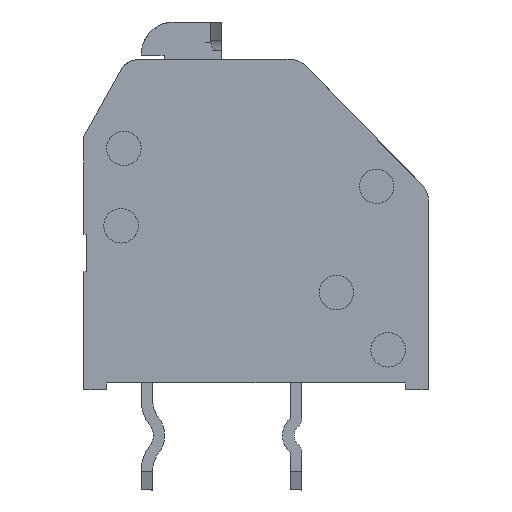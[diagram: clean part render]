
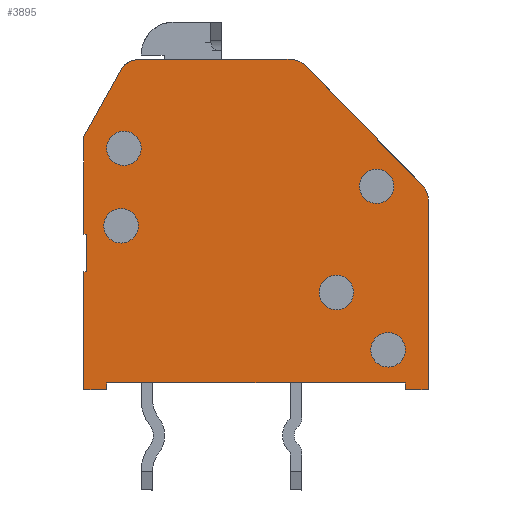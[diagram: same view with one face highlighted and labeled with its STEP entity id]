
A CAD part, left-side view. The second image highlights one B-rep face of the part: STEP entity #3895.
In plain terms, the highlighted face is planar.
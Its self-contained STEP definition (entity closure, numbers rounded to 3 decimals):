
#285=CIRCLE('',#4271,0.6);
#286=CIRCLE('',#4272,0.6);
#287=CIRCLE('',#4273,0.75);
#288=CIRCLE('',#4274,0.75);
#289=CIRCLE('',#4275,0.75);
#290=CIRCLE('',#4276,0.6);
#291=CIRCLE('',#4277,0.6);
#292=CIRCLE('',#4278,0.6);
#1231=ORIENTED_EDGE('',*,*,#1849,.T.);
#1232=ORIENTED_EDGE('',*,*,#1850,.T.);
#1233=ORIENTED_EDGE('',*,*,#1851,.T.);
#1234=ORIENTED_EDGE('',*,*,#1852,.T.);
#1235=ORIENTED_EDGE('',*,*,#1843,.T.);
#1236=ORIENTED_EDGE('',*,*,#1853,.T.);
#1237=ORIENTED_EDGE('',*,*,#1854,.T.);
#1238=ORIENTED_EDGE('',*,*,#1855,.T.);
#1239=ORIENTED_EDGE('',*,*,#1856,.T.);
#1240=ORIENTED_EDGE('',*,*,#1857,.T.);
#1241=ORIENTED_EDGE('',*,*,#1858,.T.);
#1242=ORIENTED_EDGE('',*,*,#1859,.T.);
#1243=ORIENTED_EDGE('',*,*,#1860,.T.);
#1244=ORIENTED_EDGE('',*,*,#1861,.T.);
#1245=ORIENTED_EDGE('',*,*,#1862,.T.);
#1246=ORIENTED_EDGE('',*,*,#1863,.T.);
#1247=ORIENTED_EDGE('',*,*,#1864,.T.);
#1248=ORIENTED_EDGE('',*,*,#1865,.T.);
#1249=ORIENTED_EDGE('',*,*,#1866,.T.);
#1250=ORIENTED_EDGE('',*,*,#1867,.T.);
#1251=ORIENTED_EDGE('',*,*,#1868,.T.);
#1252=ORIENTED_EDGE('',*,*,#1869,.T.);
#1843=EDGE_CURVE('',#2231,#2232,#2619,.T.);
#1849=EDGE_CURVE('',#2235,#2235,#285,.T.);
#1850=EDGE_CURVE('',#2236,#2236,#286,.T.);
#1851=EDGE_CURVE('',#2237,#2238,#2625,.T.);
#1852=EDGE_CURVE('',#2238,#2231,#287,.T.);
#1853=EDGE_CURVE('',#2232,#2239,#288,.T.);
#1854=EDGE_CURVE('',#2239,#2240,#2626,.T.);
#1855=EDGE_CURVE('',#2240,#2241,#2627,.T.);
#1856=EDGE_CURVE('',#2241,#2242,#2628,.T.);
#1857=EDGE_CURVE('',#2242,#2243,#2629,.T.);
#1858=EDGE_CURVE('',#2243,#2244,#2630,.T.);
#1859=EDGE_CURVE('',#2244,#2245,#2631,.T.);
#1860=EDGE_CURVE('',#2245,#2246,#2632,.T.);
#1861=EDGE_CURVE('',#2246,#2247,#2633,.T.);
#1862=EDGE_CURVE('',#2247,#2248,#2634,.T.);
#1863=EDGE_CURVE('',#2248,#2249,#2635,.T.);
#1864=EDGE_CURVE('',#2249,#2250,#2636,.T.);
#1865=EDGE_CURVE('',#2250,#2251,#2637,.T.);
#1866=EDGE_CURVE('',#2251,#2237,#289,.T.);
#1867=EDGE_CURVE('',#2252,#2252,#290,.T.);
#1868=EDGE_CURVE('',#2253,#2253,#291,.T.);
#1869=EDGE_CURVE('',#2254,#2254,#292,.T.);
#2231=VERTEX_POINT('',#6558);
#2232=VERTEX_POINT('',#6559);
#2235=VERTEX_POINT('',#6569);
#2236=VERTEX_POINT('',#6571);
#2237=VERTEX_POINT('',#6573);
#2238=VERTEX_POINT('',#6574);
#2239=VERTEX_POINT('',#6577);
#2240=VERTEX_POINT('',#6579);
#2241=VERTEX_POINT('',#6581);
#2242=VERTEX_POINT('',#6583);
#2243=VERTEX_POINT('',#6585);
#2244=VERTEX_POINT('',#6587);
#2245=VERTEX_POINT('',#6589);
#2246=VERTEX_POINT('',#6591);
#2247=VERTEX_POINT('',#6593);
#2248=VERTEX_POINT('',#6595);
#2249=VERTEX_POINT('',#6597);
#2250=VERTEX_POINT('',#6599);
#2251=VERTEX_POINT('',#6601);
#2252=VERTEX_POINT('',#6604);
#2253=VERTEX_POINT('',#6606);
#2254=VERTEX_POINT('',#6608);
#2619=LINE('',#6557,#3024);
#2625=LINE('',#6572,#3030);
#2626=LINE('',#6578,#3031);
#2627=LINE('',#6580,#3032);
#2628=LINE('',#6582,#3033);
#2629=LINE('',#6584,#3034);
#2630=LINE('',#6586,#3035);
#2631=LINE('',#6588,#3036);
#2632=LINE('',#6590,#3037);
#2633=LINE('',#6592,#3038);
#2634=LINE('',#6594,#3039);
#2635=LINE('',#6596,#3040);
#2636=LINE('',#6598,#3041);
#2637=LINE('',#6600,#3042);
#3024=VECTOR('',#5240,1000.);
#3030=VECTOR('',#5252,1000.);
#3031=VECTOR('',#5257,1000.);
#3032=VECTOR('',#5258,1000.);
#3033=VECTOR('',#5259,1000.);
#3034=VECTOR('',#5260,1000.);
#3035=VECTOR('',#5261,1000.);
#3036=VECTOR('',#5262,1000.);
#3037=VECTOR('',#5263,1000.);
#3038=VECTOR('',#5264,1000.);
#3039=VECTOR('',#5265,1000.);
#3040=VECTOR('',#5266,1000.);
#3041=VECTOR('',#5267,1000.);
#3042=VECTOR('',#5268,1000.);
#3278=EDGE_LOOP('',(#1231));
#3279=EDGE_LOOP('',(#1232));
#3280=EDGE_LOOP('',(#1233,#1234,#1235,#1236,#1237,#1238,#1239,#1240,#1241,
#1242,#1243,#1244,#1245,#1246,#1247,#1248,#1249));
#3281=EDGE_LOOP('',(#1250));
#3282=EDGE_LOOP('',(#1251));
#3283=EDGE_LOOP('',(#1252));
#3526=FACE_BOUND('',#3278,.T.);
#3527=FACE_BOUND('',#3279,.T.);
#3528=FACE_BOUND('',#3280,.T.);
#3529=FACE_BOUND('',#3281,.T.);
#3530=FACE_BOUND('',#3282,.T.);
#3531=FACE_BOUND('',#3283,.T.);
#3694=PLANE('',#4270);
#3895=ADVANCED_FACE('',(#3526,#3527,#3528,#3529,#3530,#3531),#3694,.T.);
#4270=AXIS2_PLACEMENT_3D('',#6567,#5246,#5247);
#4271=AXIS2_PLACEMENT_3D('',#6568,#5248,#5249);
#4272=AXIS2_PLACEMENT_3D('',#6570,#5250,#5251);
#4273=AXIS2_PLACEMENT_3D('',#6575,#5253,#5254);
#4274=AXIS2_PLACEMENT_3D('',#6576,#5255,#5256);
#4275=AXIS2_PLACEMENT_3D('',#6602,#5269,#5270);
#4276=AXIS2_PLACEMENT_3D('',#6603,#5271,#5272);
#4277=AXIS2_PLACEMENT_3D('',#6605,#5273,#5274);
#4278=AXIS2_PLACEMENT_3D('',#6607,#5275,#5276);
#5240=DIRECTION('',(0.,-1.,0.));
#5246=DIRECTION('',(1.,0.,0.));
#5247=DIRECTION('',(0.,0.,-1.));
#5248=DIRECTION('',(-1.,0.,0.));
#5249=DIRECTION('',(0.,1.,0.));
#5250=DIRECTION('',(-1.,0.,0.));
#5251=DIRECTION('',(0.,1.,0.));
#5252=DIRECTION('',(0.,-0.699,0.715));
#5253=DIRECTION('',(1.,0.,0.));
#5254=DIRECTION('',(0.,0.,-1.));
#5255=DIRECTION('',(1.,0.,0.));
#5256=DIRECTION('',(0.,0.,-1.));
#5257=DIRECTION('',(0.,-0.486,-0.874));
#5258=DIRECTION('',(0.,0.,-1.));
#5259=DIRECTION('',(0.,1.,0.));
#5260=DIRECTION('',(0.,0.,-1.));
#5261=DIRECTION('',(0.,-1.,0.));
#5262=DIRECTION('',(0.,0.,-1.));
#5263=DIRECTION('',(0.,1.,0.));
#5264=DIRECTION('',(0.,0.,1.));
#5265=DIRECTION('',(0.,1.,0.));
#5266=DIRECTION('',(0.,0.,-1.));
#5267=DIRECTION('',(0.,1.,0.));
#5268=DIRECTION('',(0.,0.,1.));
#5269=DIRECTION('',(1.,0.,0.));
#5270=DIRECTION('',(0.,0.,-1.));
#5271=DIRECTION('',(-1.,0.,0.));
#5272=DIRECTION('',(0.,1.,0.));
#5273=DIRECTION('',(-1.,0.,0.));
#5274=DIRECTION('',(0.,1.,0.));
#5275=DIRECTION('',(-1.,0.,0.));
#5276=DIRECTION('',(0.,1.,0.));
#6557=CARTESIAN_POINT('',(0.75,1.5,6.75));
#6558=CARTESIAN_POINT('',(0.75,1.185,6.75));
#6559=CARTESIAN_POINT('',(0.75,-4.059,6.75));
#6567=CARTESIAN_POINT('',(0.75,0.,0.));
#6568=CARTESIAN_POINT('',(0.75,4.2,2.33));
#6569=CARTESIAN_POINT('',(0.75,4.8,2.33));
#6570=CARTESIAN_POINT('',(0.75,-4.7,0.95));
#6571=CARTESIAN_POINT('',(0.75,-4.1,0.95));
#6572=CARTESIAN_POINT('',(0.75,6.,2.15));
#6573=CARTESIAN_POINT('',(0.75,5.786,2.369));
#6574=CARTESIAN_POINT('',(0.75,1.721,6.524));
#6575=CARTESIAN_POINT('',(0.75,1.185,6.));
#6576=CARTESIAN_POINT('',(0.75,-4.059,6.));
#6577=CARTESIAN_POINT('',(0.75,-4.714,6.364));
#6578=CARTESIAN_POINT('',(0.75,-4.5,6.75));
#6579=CARTESIAN_POINT('',(0.75,-6.,4.05));
#6580=CARTESIAN_POINT('',(0.75,-6.,4.05));
#6581=CARTESIAN_POINT('',(0.75,-6.,0.65));
#6582=CARTESIAN_POINT('',(0.75,-6.,0.65));
#6583=CARTESIAN_POINT('',(0.75,-5.9,0.65));
#6584=CARTESIAN_POINT('',(0.75,-5.9,0.65));
#6585=CARTESIAN_POINT('',(0.75,-5.9,-0.65));
#6586=CARTESIAN_POINT('',(0.75,-5.9,-0.65));
#6587=CARTESIAN_POINT('',(0.75,-6.,-0.65));
#6588=CARTESIAN_POINT('',(0.75,-6.,-0.65));
#6589=CARTESIAN_POINT('',(0.75,-6.,-4.75));
#6590=CARTESIAN_POINT('',(0.75,-6.,-4.75));
#6591=CARTESIAN_POINT('',(0.75,-5.2,-4.75));
#6592=CARTESIAN_POINT('',(0.75,-5.2,-4.75));
#6593=CARTESIAN_POINT('',(0.75,-5.2,-4.52));
#6594=CARTESIAN_POINT('',(0.75,-5.2,-4.52));
#6595=CARTESIAN_POINT('',(0.75,5.2,-4.52));
#6596=CARTESIAN_POINT('',(0.75,5.2,-4.52));
#6597=CARTESIAN_POINT('',(0.75,5.2,-4.75));
#6598=CARTESIAN_POINT('',(0.75,5.2,-4.75));
#6599=CARTESIAN_POINT('',(0.75,6.,-4.75));
#6600=CARTESIAN_POINT('',(0.75,6.,-4.75));
#6601=CARTESIAN_POINT('',(0.75,6.,1.844));
#6602=CARTESIAN_POINT('',(0.75,5.25,1.844));
#6603=CARTESIAN_POINT('',(0.75,-4.6,3.65));
#6604=CARTESIAN_POINT('',(0.75,-4.,3.65));
#6605=CARTESIAN_POINT('',(0.75,2.8,-1.37));
#6606=CARTESIAN_POINT('',(0.75,3.4,-1.37));
#6607=CARTESIAN_POINT('',(0.75,4.6,-3.37));
#6608=CARTESIAN_POINT('',(0.75,5.2,-3.37));
